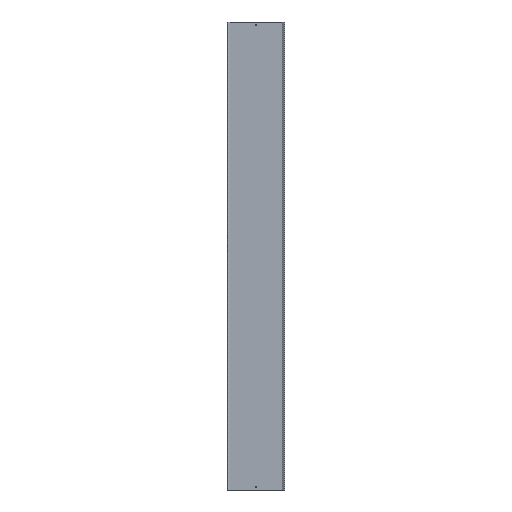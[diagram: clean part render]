
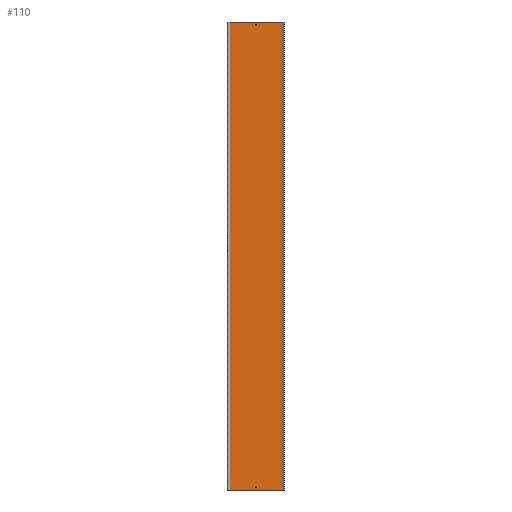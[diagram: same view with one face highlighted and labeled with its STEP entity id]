
A CAD part, front view. The second image highlights one B-rep face of the part: STEP entity #110.
In plain terms, the highlighted planar face has unit normal (0, -1, 0).
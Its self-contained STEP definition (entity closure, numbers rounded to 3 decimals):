
#3 = VECTOR ( 'NONE', #407, 1000. ) ;
#5 = DIRECTION ( 'NONE',  ( 0., -1., 0. ) ) ;
#15 = CIRCLE ( 'NONE', #312, 2.75 ) ;
#19 = FACE_BOUND ( 'NONE', #514, .T. ) ;
#24 = PLANE ( 'NONE',  #504 ) ;
#26 = EDGE_LOOP ( 'NONE', ( #606, #491, #294, #467 ) ) ;
#37 = DIRECTION ( 'NONE',  ( 0., -1., 0. ) ) ;
#38 = ORIENTED_EDGE ( 'NONE', *, *, #121, .F. ) ;
#39 = CIRCLE ( 'NONE', #250, 2.75 ) ;
#43 = CARTESIAN_POINT ( 'NONE',  ( 2.75, -2., -1236. ) ) ;
#56 = VERTEX_POINT ( 'NONE', #162 ) ;
#69 = CARTESIAN_POINT ( 'NONE',  ( -141.817, -2., 1250. ) ) ;
#100 = DIRECTION ( 'NONE',  ( -1., 0., 0. ) ) ;
#110 = ADVANCED_FACE ( 'NONE', ( #19, #116, #204 ), #24, .F. ) ;
#116 = FACE_BOUND ( 'NONE', #422, .T. ) ;
#121 = EDGE_CURVE ( 'NONE', #537, #506, #39, .T. ) ;
#124 = VERTEX_POINT ( 'NONE', #313 ) ;
#129 = AXIS2_PLACEMENT_3D ( 'NONE', #597, #372, #265 ) ;
#139 = LINE ( 'NONE', #148, #594 ) ;
#148 = CARTESIAN_POINT ( 'NONE',  ( 141.817, -2., 1250. ) ) ;
#162 = CARTESIAN_POINT ( 'NONE',  ( 141.817, -2., -1250. ) ) ;
#164 = DIRECTION ( 'NONE',  ( -1., 0., 0. ) ) ;
#165 = VECTOR ( 'NONE', #232, 1000. ) ;
#175 = EDGE_CURVE ( 'NONE', #387, #314, #218, .T. ) ;
#180 = CIRCLE ( 'NONE', #129, 2.75 ) ;
#181 = AXIS2_PLACEMENT_3D ( 'NONE', #328, #530, #100 ) ;
#187 = ORIENTED_EDGE ( 'NONE', *, *, #316, .F. ) ;
#196 = DIRECTION ( 'NONE',  ( -1., 0., 0. ) ) ;
#204 = FACE_OUTER_BOUND ( 'NONE', #26, .T. ) ;
#212 = CARTESIAN_POINT ( 'NONE',  ( 144., -2., 1250. ) ) ;
#218 = LINE ( 'NONE', #220, #3 ) ;
#220 = CARTESIAN_POINT ( 'NONE',  ( -141.817, -2., 1250. ) ) ;
#232 = DIRECTION ( 'NONE',  ( 1., 0., 0. ) ) ;
#233 = CARTESIAN_POINT ( 'NONE',  ( 0., -2., 1236. ) ) ;
#236 = CARTESIAN_POINT ( 'NONE',  ( 144., -2., -1250. ) ) ;
#244 = CARTESIAN_POINT ( 'NONE',  ( -141.817, -2., -1250. ) ) ;
#250 = AXIS2_PLACEMENT_3D ( 'NONE', #553, #37, #613 ) ;
#255 = EDGE_CURVE ( 'NONE', #546, #56, #139, .T. ) ;
#265 = DIRECTION ( 'NONE',  ( -1., 0., 0. ) ) ;
#290 = LINE ( 'NONE', #490, #486 ) ;
#294 = ORIENTED_EDGE ( 'NONE', *, *, #320, .F. ) ;
#296 = ORIENTED_EDGE ( 'NONE', *, *, #357, .F. ) ;
#312 = AXIS2_PLACEMENT_3D ( 'NONE', #233, #5, #196 ) ;
#313 = CARTESIAN_POINT ( 'NONE',  ( 2.75, -2., 1236. ) ) ;
#314 = VERTEX_POINT ( 'NONE', #244 ) ;
#316 = EDGE_CURVE ( 'NONE', #124, #431, #15, .T. ) ;
#320 = EDGE_CURVE ( 'NONE', #387, #546, #290, .T. ) ;
#328 = CARTESIAN_POINT ( 'NONE',  ( 0., -2., -1236. ) ) ;
#347 = CARTESIAN_POINT ( 'NONE',  ( -2.75, -2., 1236. ) ) ;
#351 = LINE ( 'NONE', #236, #165 ) ;
#357 = EDGE_CURVE ( 'NONE', #506, #537, #366, .T. ) ;
#366 = CIRCLE ( 'NONE', #181, 2.75 ) ;
#372 = DIRECTION ( 'NONE',  ( 0., -1., 0. ) ) ;
#386 = DIRECTION ( 'NONE',  ( 1., 0., 0. ) ) ;
#387 = VERTEX_POINT ( 'NONE', #69 ) ;
#400 = DIRECTION ( 'NONE',  ( 0., 1., 0. ) ) ;
#407 = DIRECTION ( 'NONE',  ( 0., 0., -1. ) ) ;
#422 = EDGE_LOOP ( 'NONE', ( #424, #187 ) ) ;
#424 = ORIENTED_EDGE ( 'NONE', *, *, #584, .F. ) ;
#431 = VERTEX_POINT ( 'NONE', #347 ) ;
#455 = CARTESIAN_POINT ( 'NONE',  ( -2.75, -2., -1236. ) ) ;
#460 = CARTESIAN_POINT ( 'NONE',  ( 141.817, -2., 1250. ) ) ;
#467 = ORIENTED_EDGE ( 'NONE', *, *, #175, .T. ) ;
#486 = VECTOR ( 'NONE', #386, 1000. ) ;
#490 = CARTESIAN_POINT ( 'NONE',  ( 144., -2., 1250. ) ) ;
#491 = ORIENTED_EDGE ( 'NONE', *, *, #255, .F. ) ;
#504 = AXIS2_PLACEMENT_3D ( 'NONE', #212, #400, #164 ) ;
#506 = VERTEX_POINT ( 'NONE', #455 ) ;
#514 = EDGE_LOOP ( 'NONE', ( #296, #38 ) ) ;
#528 = DIRECTION ( 'NONE',  ( 0., 0., -1. ) ) ;
#530 = DIRECTION ( 'NONE',  ( 0., -1., 0. ) ) ;
#537 = VERTEX_POINT ( 'NONE', #43 ) ;
#546 = VERTEX_POINT ( 'NONE', #460 ) ;
#553 = CARTESIAN_POINT ( 'NONE',  ( 0., -2., -1236. ) ) ;
#584 = EDGE_CURVE ( 'NONE', #431, #124, #180, .T. ) ;
#594 = VECTOR ( 'NONE', #528, 1000. ) ;
#597 = CARTESIAN_POINT ( 'NONE',  ( 0., -2., 1236. ) ) ;
#603 = EDGE_CURVE ( 'NONE', #314, #56, #351, .T. ) ;
#606 = ORIENTED_EDGE ( 'NONE', *, *, #603, .T. ) ;
#613 = DIRECTION ( 'NONE',  ( -1., 0., 0. ) ) ;
